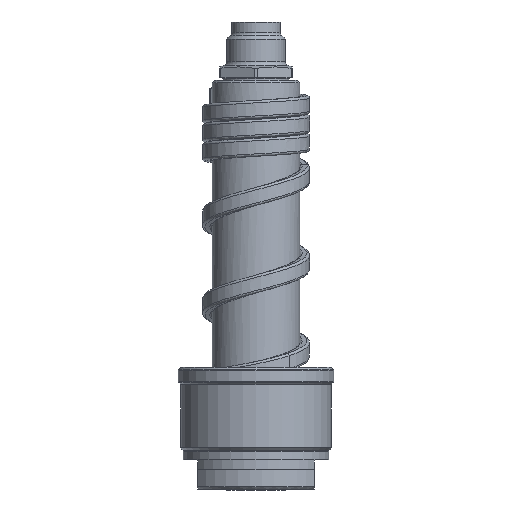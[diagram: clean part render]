
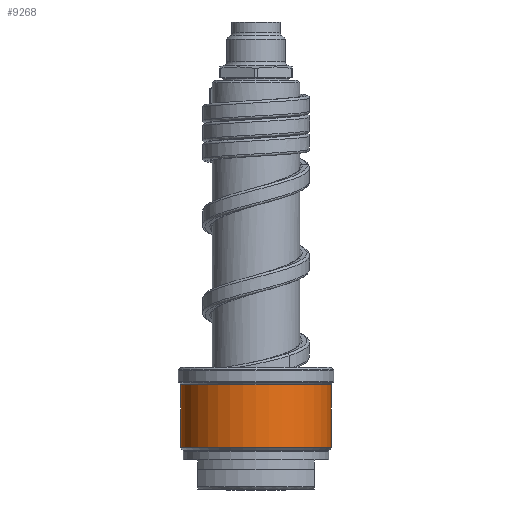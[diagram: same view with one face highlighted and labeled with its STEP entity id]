
A CAD part, front view. The second image highlights one B-rep face of the part: STEP entity #9268.
In plain terms, the highlighted cylindrical face has radius 15.5 mm (diameter 31 mm), a partial arc.
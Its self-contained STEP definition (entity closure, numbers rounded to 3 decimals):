
#2067=CARTESIAN_POINT('',(0.,0.,8.583));
#2068=DIRECTION('',(0.,0.,1.));
#2069=DIRECTION('',(-1.,0.,0.));
#2070=AXIS2_PLACEMENT_3D('',#2067,#2068,#2069);
#2072=DIRECTION('',(0.,0.,-1.));
#2073=VECTOR('',#2072,12.835);
#2074=CARTESIAN_POINT('',(-15.5,0.,21.417));
#2075=LINE('',#2074,#2073);
#2076=CARTESIAN_POINT('',(0.,0.,21.417));
#2077=DIRECTION('',(0.,0.,1.));
#2078=DIRECTION('',(-1.,0.,0.));
#2079=AXIS2_PLACEMENT_3D('',#2076,#2077,#2078);
#2081=DIRECTION('',(0.,0.,-1.));
#2082=VECTOR('',#2081,12.835);
#2083=CARTESIAN_POINT('',(15.5,0.,21.417));
#2084=LINE('',#2083,#2082);
#6422=CARTESIAN_POINT('',(15.5,0.,21.417));
#6423=CARTESIAN_POINT('',(-15.5,0.,21.417));
#6424=VERTEX_POINT('',#6422);
#6425=VERTEX_POINT('',#6423);
#6448=CARTESIAN_POINT('',(15.5,0.,8.583));
#6449=VERTEX_POINT('',#6448);
#6450=CARTESIAN_POINT('',(-15.5,0.,8.583));
#6451=VERTEX_POINT('',#6450);
#9256=CARTESIAN_POINT('',(0.,0.,7.15));
#9257=DIRECTION('',(0.,0.,1.));
#9258=DIRECTION('',(-1.,0.,0.));
#9259=AXIS2_PLACEMENT_3D('',#9256,#9257,#9258);
#9260=CYLINDRICAL_SURFACE('',#9259,15.5);
#9261=ORIENTED_EDGE('',*,*,#9228,.F.);
#9262=ORIENTED_EDGE('',*,*,#9246,.F.);
#9264=ORIENTED_EDGE('',*,*,#9263,.T.);
#9265=ORIENTED_EDGE('',*,*,#9242,.T.);
#9266=EDGE_LOOP('',(#9261,#9262,#9264,#9265));
#9267=FACE_OUTER_BOUND('',#9266,.F.);
#2071=CIRCLE('',#2070,15.5);
#2080=CIRCLE('',#2079,15.5);
#9228=EDGE_CURVE('',#6451,#6449,#2071,.T.);
#9242=EDGE_CURVE('',#6424,#6449,#2084,.T.);
#9246=EDGE_CURVE('',#6425,#6451,#2075,.T.);
#9263=EDGE_CURVE('',#6425,#6424,#2080,.T.);
#9268=ADVANCED_FACE('',(#9267),#9260,.T.);
